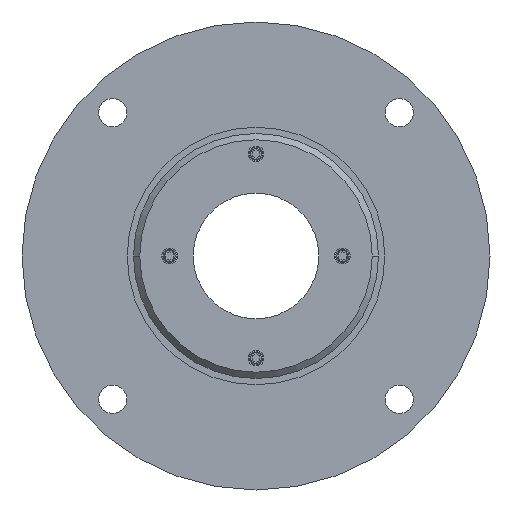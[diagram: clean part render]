
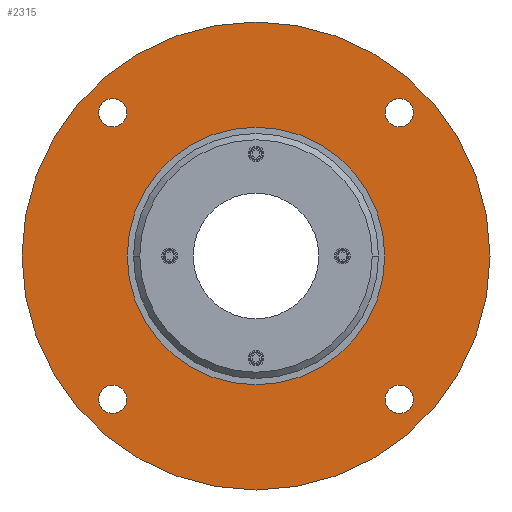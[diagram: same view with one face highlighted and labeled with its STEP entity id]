
A CAD part, front view. The second image highlights one B-rep face of the part: STEP entity #2315.
In plain terms, the highlighted planar face has unit normal (0, -1, 0).
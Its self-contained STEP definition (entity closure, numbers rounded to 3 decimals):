
#1573=CARTESIAN_POINT('',(0.,0.,0.));
#1574=DIRECTION('',(0.,-1.,0.));
#1575=DIRECTION('',(1.,0.,0.));
#1576=AXIS2_PLACEMENT_3D('',#1573,#1574,#1575);
#1699=CARTESIAN_POINT('',(0.,0.,0.));
#1700=DIRECTION('',(0.,1.,0.));
#1701=DIRECTION('',(1.,0.,0.));
#1702=AXIS2_PLACEMENT_3D('',#1699,#1700,#1701);
#1707=CARTESIAN_POINT('',(0.,0.,0.));
#1708=DIRECTION('',(0.,-1.,0.));
#1709=DIRECTION('',(1.,0.,0.));
#1710=AXIS2_PLACEMENT_3D('',#1707,#1708,#1709);
#1715=CARTESIAN_POINT('',(-45.608,0.,-45.608));
#1716=DIRECTION('',(0.,1.,0.));
#1717=DIRECTION('',(1.,0.,0.));
#1718=AXIS2_PLACEMENT_3D('',#1715,#1716,#1717);
#1723=CARTESIAN_POINT('',(-45.608,0.,-45.608));
#1724=DIRECTION('',(0.,1.,0.));
#1725=DIRECTION('',(-1.,0.,0.));
#1726=AXIS2_PLACEMENT_3D('',#1723,#1724,#1725);
#1731=CARTESIAN_POINT('',(45.608,0.,-45.608));
#1732=DIRECTION('',(0.,1.,0.));
#1733=DIRECTION('',(1.,0.,0.));
#1734=AXIS2_PLACEMENT_3D('',#1731,#1732,#1733);
#1739=CARTESIAN_POINT('',(45.608,0.,-45.608));
#1740=DIRECTION('',(0.,1.,0.));
#1741=DIRECTION('',(-1.,0.,0.));
#1742=AXIS2_PLACEMENT_3D('',#1739,#1740,#1741);
#1747=CARTESIAN_POINT('',(45.608,0.,45.608));
#1748=DIRECTION('',(0.,1.,0.));
#1749=DIRECTION('',(1.,0.,0.));
#1750=AXIS2_PLACEMENT_3D('',#1747,#1748,#1749);
#1755=CARTESIAN_POINT('',(45.608,0.,45.608));
#1756=DIRECTION('',(0.,1.,0.));
#1757=DIRECTION('',(-1.,0.,0.));
#1758=AXIS2_PLACEMENT_3D('',#1755,#1756,#1757);
#1763=CARTESIAN_POINT('',(-45.608,0.,45.608));
#1764=DIRECTION('',(0.,1.,0.));
#1765=DIRECTION('',(1.,0.,0.));
#1766=AXIS2_PLACEMENT_3D('',#1763,#1764,#1765);
#1771=CARTESIAN_POINT('',(-45.608,0.,45.608));
#1772=DIRECTION('',(0.,1.,0.));
#1773=DIRECTION('',(-1.,0.,0.));
#1774=AXIS2_PLACEMENT_3D('',#1771,#1772,#1773);
#1794=CARTESIAN_POINT('',(0.,0.,0.));
#1795=DIRECTION('',(0.,1.,0.));
#1796=DIRECTION('',(1.,0.,0.));
#1797=AXIS2_PLACEMENT_3D('',#1794,#1795,#1796);
#2105=CARTESIAN_POINT('',(74.5,0.,0.));
#2106=CARTESIAN_POINT('',(-74.5,0.,0.));
#2107=VERTEX_POINT('',#2105);
#2108=VERTEX_POINT('',#2106);
#2129=CARTESIAN_POINT('',(-41.108,0.,-45.608));
#2130=CARTESIAN_POINT('',(-50.108,0.,-45.608));
#2131=VERTEX_POINT('',#2129);
#2132=VERTEX_POINT('',#2130);
#2133=CARTESIAN_POINT('',(50.108,0.,-45.608));
#2134=CARTESIAN_POINT('',(41.108,0.,-45.608));
#2135=VERTEX_POINT('',#2133);
#2136=VERTEX_POINT('',#2134);
#2137=CARTESIAN_POINT('',(50.108,0.,45.608));
#2138=CARTESIAN_POINT('',(41.108,0.,45.608));
#2139=VERTEX_POINT('',#2137);
#2140=VERTEX_POINT('',#2138);
#2141=CARTESIAN_POINT('',(-41.108,0.,45.608));
#2142=CARTESIAN_POINT('',(-50.108,0.,45.608));
#2143=VERTEX_POINT('',#2141);
#2144=VERTEX_POINT('',#2142);
#2162=CARTESIAN_POINT('',(41.,0.,0.));
#2164=VERTEX_POINT('',#2162);
#2166=CARTESIAN_POINT('',(-41.,0.,0.));
#2168=VERTEX_POINT('',#2166);
#2277=CARTESIAN_POINT('',(0.,0.,0.));
#2278=DIRECTION('',(0.,-1.,0.));
#2279=DIRECTION('',(-1.,0.,0.));
#2280=AXIS2_PLACEMENT_3D('',#2277,#2278,#2279);
#2281=PLANE('',#2280);
#2282=ORIENTED_EDGE('',*,*,#2186,.F.);
#2284=ORIENTED_EDGE('',*,*,#2283,.T.);
#2285=EDGE_LOOP('',(#2282,#2284));
#2286=FACE_OUTER_BOUND('',#2285,.F.);
#2288=ORIENTED_EDGE('',*,*,#2287,.F.);
#2290=ORIENTED_EDGE('',*,*,#2289,.T.);
#2291=EDGE_LOOP('',(#2288,#2290));
#2292=FACE_BOUND('',#2291,.F.);
#2293=ORIENTED_EDGE('',*,*,#2257,.F.);
#2294=ORIENTED_EDGE('',*,*,#2271,.F.);
#2295=EDGE_LOOP('',(#2293,#2294));
#2296=FACE_BOUND('',#2295,.F.);
#2298=ORIENTED_EDGE('',*,*,#2297,.F.);
#2300=ORIENTED_EDGE('',*,*,#2299,.F.);
#2301=EDGE_LOOP('',(#2298,#2300));
#2302=FACE_BOUND('',#2301,.F.);
#2304=ORIENTED_EDGE('',*,*,#2303,.F.);
#2306=ORIENTED_EDGE('',*,*,#2305,.F.);
#2307=EDGE_LOOP('',(#2304,#2306));
#2308=FACE_BOUND('',#2307,.F.);
#2310=ORIENTED_EDGE('',*,*,#2309,.F.);
#2312=ORIENTED_EDGE('',*,*,#2311,.F.);
#2313=EDGE_LOOP('',(#2310,#2312));
#2314=FACE_BOUND('',#2313,.F.);
#2315=ADVANCED_FACE('',(#2286,#2292,#2296,#2302,#2308,#2314),#2281,.T.);
#1577=CIRCLE('',#1576,74.5);
#1703=CIRCLE('',#1702,41.);
#1711=CIRCLE('',#1710,41.);
#1719=CIRCLE('',#1718,4.5);
#1727=CIRCLE('',#1726,4.5);
#1735=CIRCLE('',#1734,4.5);
#1743=CIRCLE('',#1742,4.5);
#1751=CIRCLE('',#1750,4.5);
#1759=CIRCLE('',#1758,4.5);
#1767=CIRCLE('',#1766,4.5);
#1775=CIRCLE('',#1774,4.5);
#1798=CIRCLE('',#1797,74.5);
#2186=EDGE_CURVE('',#2107,#2108,#1577,.T.);
#2257=EDGE_CURVE('',#2131,#2132,#1719,.T.);
#2271=EDGE_CURVE('',#2132,#2131,#1727,.T.);
#2283=EDGE_CURVE('',#2107,#2108,#1798,.T.);
#2287=EDGE_CURVE('',#2164,#2168,#1703,.T.);
#2289=EDGE_CURVE('',#2164,#2168,#1711,.T.);
#2297=EDGE_CURVE('',#2135,#2136,#1735,.T.);
#2299=EDGE_CURVE('',#2136,#2135,#1743,.T.);
#2303=EDGE_CURVE('',#2139,#2140,#1751,.T.);
#2305=EDGE_CURVE('',#2140,#2139,#1759,.T.);
#2309=EDGE_CURVE('',#2143,#2144,#1767,.T.);
#2311=EDGE_CURVE('',#2144,#2143,#1775,.T.);
